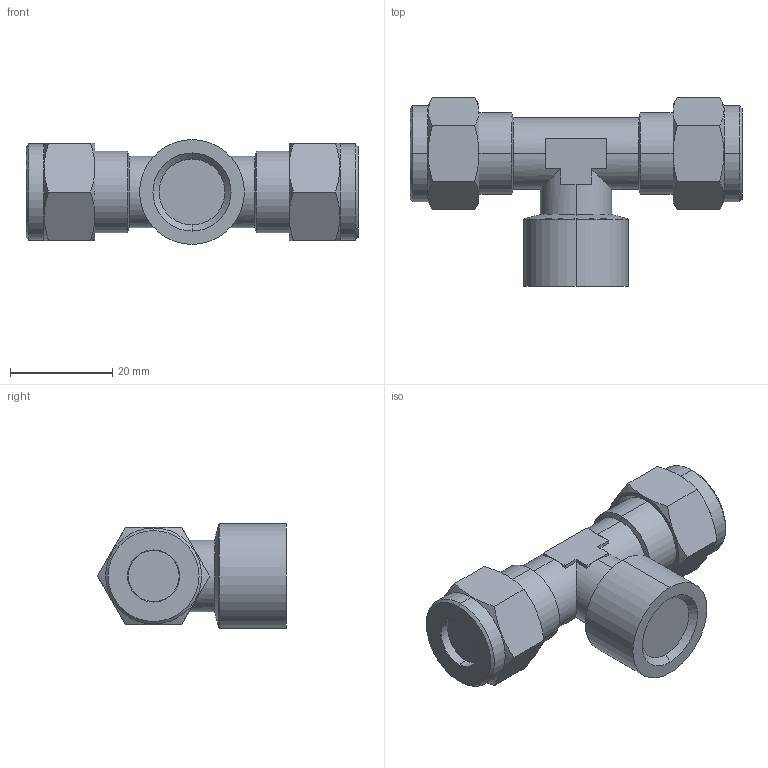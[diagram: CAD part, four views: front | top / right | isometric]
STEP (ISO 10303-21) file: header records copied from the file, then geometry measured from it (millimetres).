
FILE_DESCRIPTION (( 'STEP AP214' ), '1' );
FILE_NAME ('1024000008.step', '2013-02-25T17:12:56', ( '' ), ( '' ), 'SwSTEP 2.0', 'SolidWorks 2012', '' );
FILE_SCHEMA (( 'AUTOMOTIVE_DESIGN' ));
Length unit declared in the file: millimetre
Products named in the file (1): 1024000008
Bounding box: 65 x 36.97 x 20.5 mm (x, y, z)
Volume: 19591.1 mm3; surface area: 6122.5 mm2
Topology: 1 solids, 3 shells, 110 faces, 237 edges, 138 vertices
Faces by surface type: plane 44, cone 40, cylinder 24, torus 2
Entity records: 3197 total; most frequent: CARTESIAN_POINT 825, DIRECTION 495, ORIENTED_EDGE 474, EDGE_CURVE 237, AXIS2_PLACEMENT_3D 194, VERTEX_POINT 138, EDGE_LOOP 115, FACE_OUTER_BOUND 110
